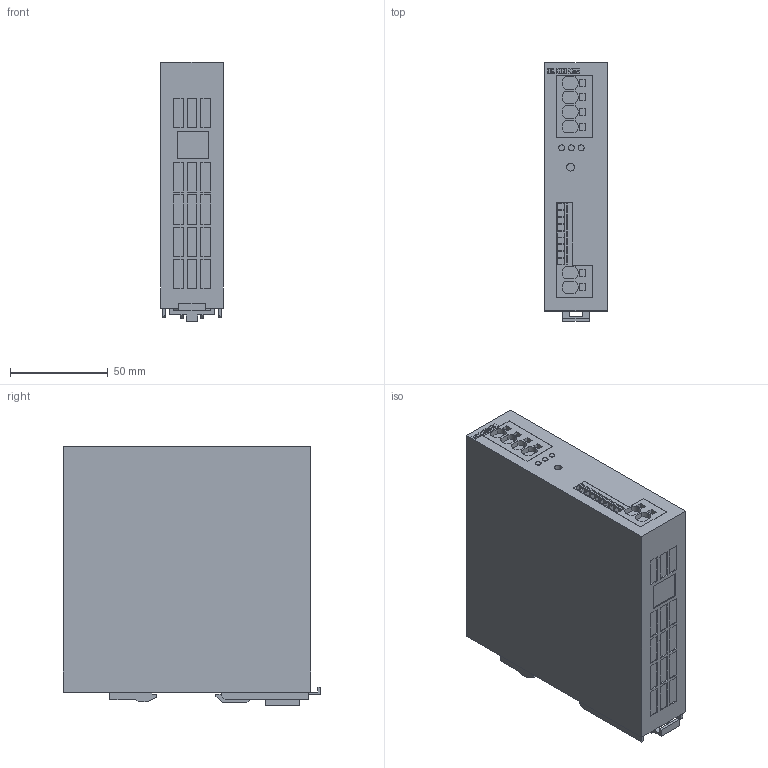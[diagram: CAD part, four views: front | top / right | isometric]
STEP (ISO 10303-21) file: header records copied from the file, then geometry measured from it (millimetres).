
FILE_DESCRIPTION (( 'STEP AP214' ), '1' );
FILE_NAME ('1019087.STEP', '2025-03-31T13:11:55', ( '' ), ( '' ), 'SwSTEP 2.0', 'SolidWorks 2022', '' );
FILE_SCHEMA (( 'AUTOMOTIVE_DESIGN' ));
Length unit declared in the file: millimetre
Products named in the file (1): 1019087
Bounding box: 32 x 132.1 x 133 mm (x, y, z)
Volume: 513366.9 mm3; surface area: 52403.2 mm2
Topology: 1 solids, 1 shells, 625 faces, 1608 edges, 1070 vertices
Faces by surface type: plane 591, cylinder 34
Entity records: 18680 total; most frequent: CARTESIAN_POINT 3304, ORIENTED_EDGE 3216, DIRECTION 2928, EDGE_CURVE 1608, LINE 1540, VECTOR 1540, VERTEX_POINT 1070, EDGE_LOOP 712
